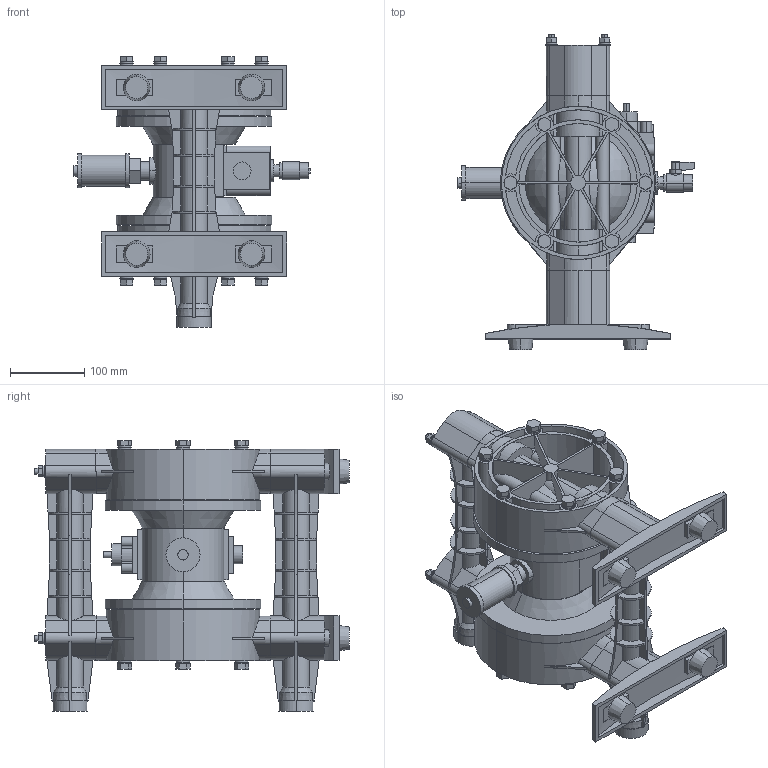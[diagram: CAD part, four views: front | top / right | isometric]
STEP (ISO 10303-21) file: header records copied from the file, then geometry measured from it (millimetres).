
FILE_DESCRIPTION (( 'STEP AP214' ), '1' );
FILE_NAME ('NDP-25BV_.STEP', '2009-03-05T00:06:45', ( ' ' ), ( ' ' ), 'SwSTEP 2.0', 'SolidWorks 2006303', '' );
FILE_SCHEMA (( 'AUTOMOTIVE_DESIGN' ));
Length unit declared in the file: millimetre
Products named in the file (1): NDP-25BV_
Bounding box: 319.32 x 425.25 x 365.8 mm (x, y, z)
Volume: 7582338.9 mm3; surface area: 947730.6 mm2
Topology: 1 solids, 1 shells, 1274 faces, 3426 edges, 2191 vertices
Faces by surface type: plane 741, cylinder 487, cone 26, sphere 20
Entity records: 43242 total; most frequent: CARTESIAN_POINT 10952, ORIENTED_EDGE 6850, DIRECTION 6807, EDGE_CURVE 3425, AXIS2_PLACEMENT_3D 2460, VERTEX_POINT 2190, VECTOR 1887, LINE 1887
